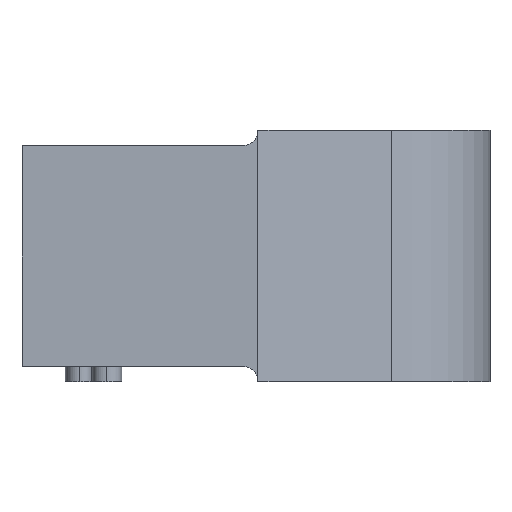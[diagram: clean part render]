
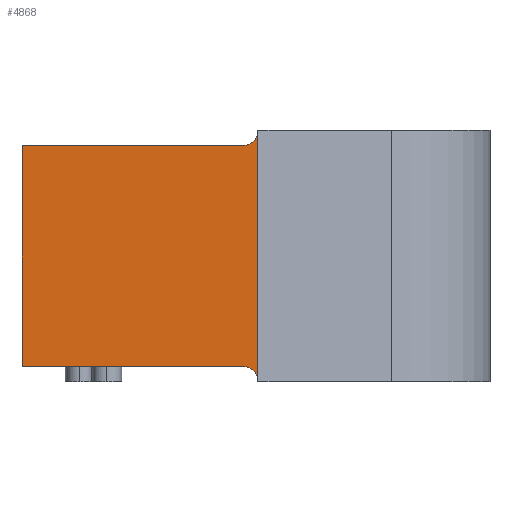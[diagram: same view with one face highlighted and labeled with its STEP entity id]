
A CAD part, left-side view. The second image highlights one B-rep face of the part: STEP entity #4868.
In plain terms, the highlighted planar face has unit normal (-1, 0, 0).
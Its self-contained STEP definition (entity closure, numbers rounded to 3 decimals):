
#7 = DIRECTION ( 'NONE',  ( 0., 0., -1. ) ) ;
#51 = LINE ( 'NONE', #133, #119 ) ;
#119 = VECTOR ( 'NONE', #4326, 1000. ) ;
#133 = CARTESIAN_POINT ( 'NONE',  ( 0., 75., -70. ) ) ;
#136 = CIRCLE ( 'NONE', #3081, 10. ) ;
#138 = VERTEX_POINT ( 'NONE', #3345 ) ;
#146 = EDGE_CURVE ( 'NONE', #655, #5076, #803, .T. ) ;
#260 = VERTEX_POINT ( 'NONE', #1164 ) ;
#276 = DIRECTION ( 'NONE',  ( 0., 0., -1. ) ) ;
#577 = DIRECTION ( 'NONE',  ( 0., 0., -1. ) ) ;
#655 = VERTEX_POINT ( 'NONE', #2612 ) ;
#658 = EDGE_CURVE ( 'NONE', #138, #260, #4785, .T. ) ;
#803 = LINE ( 'NONE', #2504, #1218 ) ;
#826 = CARTESIAN_POINT ( 'NONE',  ( 0., -65., 70. ) ) ;
#859 = CARTESIAN_POINT ( 'NONE',  ( 0., 75., 70. ) ) ;
#994 = VERTEX_POINT ( 'NONE', #3954 ) ;
#1069 = EDGE_CURVE ( 'NONE', #138, #1184, #136, .T. ) ;
#1164 = CARTESIAN_POINT ( 'NONE',  ( 0., -75., -80. ) ) ;
#1184 = VERTEX_POINT ( 'NONE', #826 ) ;
#1218 = VECTOR ( 'NONE', #4204, 1000. ) ;
#1220 = DIRECTION ( 'NONE',  ( 0., -1., 0. ) ) ;
#1317 = ORIENTED_EDGE ( 'NONE', *, *, #4171, .T. ) ;
#1477 = CARTESIAN_POINT ( 'NONE',  ( 0., 0., 0. ) ) ;
#1805 = FACE_OUTER_BOUND ( 'NONE', #1941, .T. ) ;
#1862 = PLANE ( 'NONE',  #4487 ) ;
#1941 = EDGE_LOOP ( 'NONE', ( #4289, #1317, #3943, #5356, #3284, #2689 ) ) ;
#2066 = EDGE_CURVE ( 'NONE', #5076, #1184, #4540, .T. ) ;
#2180 = DIRECTION ( 'NONE',  ( 1., 0., 0. ) ) ;
#2336 = DIRECTION ( 'NONE',  ( 0., 0., -1. ) ) ;
#2453 = CARTESIAN_POINT ( 'NONE',  ( 0., -65., -80. ) ) ;
#2504 = CARTESIAN_POINT ( 'NONE',  ( 0., 75., 70. ) ) ;
#2612 = CARTESIAN_POINT ( 'NONE',  ( 0., 75., -70. ) ) ;
#2689 = ORIENTED_EDGE ( 'NONE', *, *, #146, .F. ) ;
#3064 = AXIS2_PLACEMENT_3D ( 'NONE', #2453, #2180, #7 ) ;
#3081 = AXIS2_PLACEMENT_3D ( 'NONE', #3611, #3587, #2336 ) ;
#3284 = ORIENTED_EDGE ( 'NONE', *, *, #2066, .F. ) ;
#3345 = CARTESIAN_POINT ( 'NONE',  ( 0., -75., 80. ) ) ;
#3587 = DIRECTION ( 'NONE',  ( 1., 0., 0. ) ) ;
#3611 = CARTESIAN_POINT ( 'NONE',  ( 0., -65., 80. ) ) ;
#3616 = EDGE_CURVE ( 'NONE', #994, #655, #51, .T. ) ;
#3877 = CARTESIAN_POINT ( 'NONE',  ( 0., -75., 70. ) ) ;
#3900 = VECTOR ( 'NONE', #1220, 1000. ) ;
#3943 = ORIENTED_EDGE ( 'NONE', *, *, #658, .F. ) ;
#3954 = CARTESIAN_POINT ( 'NONE',  ( 0., -65., -70. ) ) ;
#4073 = VECTOR ( 'NONE', #577, 1000. ) ;
#4171 = EDGE_CURVE ( 'NONE', #994, #260, #5386, .T. ) ;
#4204 = DIRECTION ( 'NONE',  ( 0., 0., 1. ) ) ;
#4256 = CARTESIAN_POINT ( 'NONE',  ( 0., 75., 70. ) ) ;
#4289 = ORIENTED_EDGE ( 'NONE', *, *, #3616, .F. ) ;
#4326 = DIRECTION ( 'NONE',  ( 0., 1., 0. ) ) ;
#4487 = AXIS2_PLACEMENT_3D ( 'NONE', #1477, #4904, #276 ) ;
#4540 = LINE ( 'NONE', #4256, #3900 ) ;
#4785 = LINE ( 'NONE', #3877, #4073 ) ;
#4868 = ADVANCED_FACE ( 'NONE', ( #1805 ), #1862, .F. ) ;
#4904 = DIRECTION ( 'NONE',  ( 1., 0., 0. ) ) ;
#5076 = VERTEX_POINT ( 'NONE', #859 ) ;
#5356 = ORIENTED_EDGE ( 'NONE', *, *, #1069, .T. ) ;
#5386 = CIRCLE ( 'NONE', #3064, 10. ) ;
